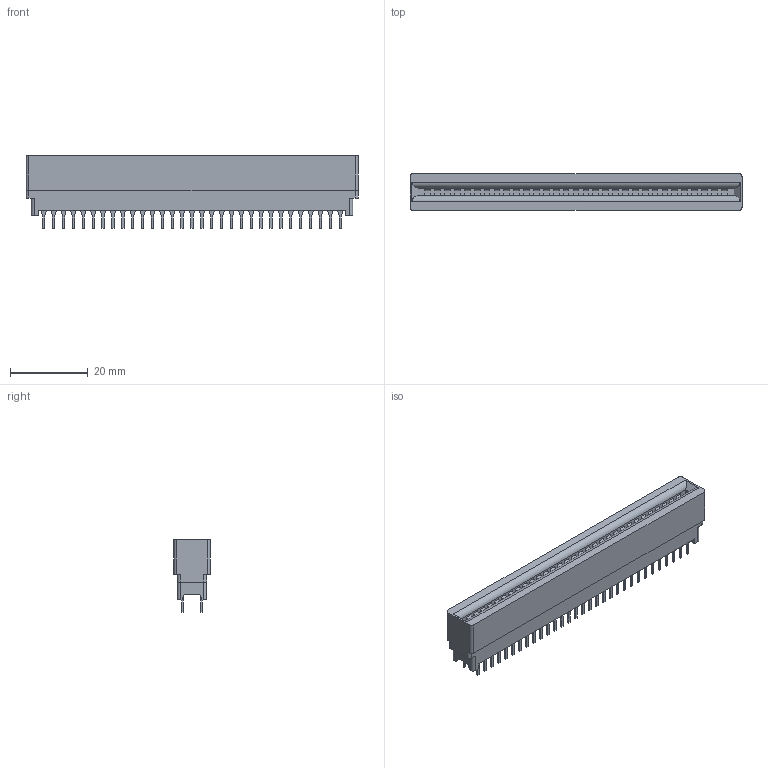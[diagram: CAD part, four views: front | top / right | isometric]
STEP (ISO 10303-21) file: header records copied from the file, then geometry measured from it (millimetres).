
FILE_DESCRIPTION((''),'2;1');
FILE_NAME('C-7-5530843-0','2019-02-26T08:29:37',('workeradm'),('TE Connectivity Ltd.'),'CREO PARAMETRIC BY PTC INC, 2018190','CREO PARAMETRIC BY PTC INC, 2018190','');
FILE_SCHEMA(('AUTOMOTIVE_DESIGN { 1 0 10303 214 1 1 1 1 }'));
Length unit declared in the file: millimetre
Products named in the file (1): C-7-5530843-0
Bounding box: 85.34 x 9.35 x 18.67 mm (x, y, z)
Volume: 9275.4 mm3; surface area: 6244 mm2
Topology: 1 solids, 1 shells, 708 faces, 1733 edges, 1154 vertices
Faces by surface type: plane 628, cylinder 80
Entity records: 20598 total; most frequent: CARTESIAN_POINT 3637, ORIENTED_EDGE 3466, DIRECTION 3301, EDGE_CURVE 1733, VECTOR 1573, LINE 1573, VERTEX_POINT 1154, AXIS2_PLACEMENT_3D 864
